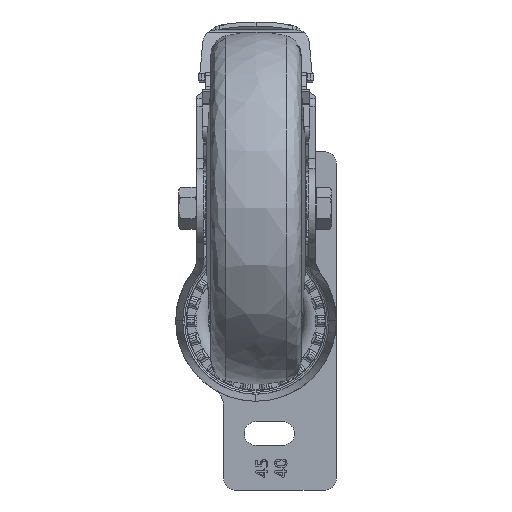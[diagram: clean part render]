
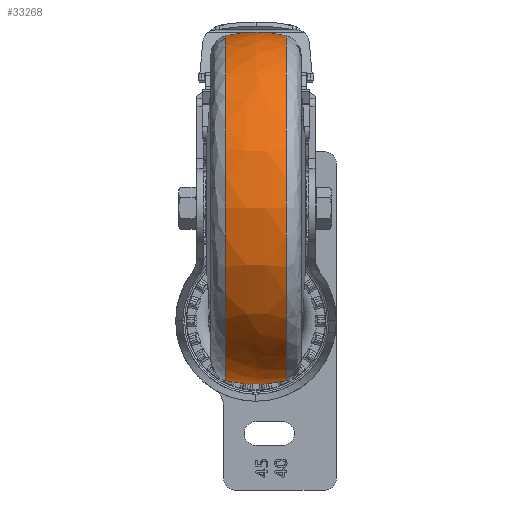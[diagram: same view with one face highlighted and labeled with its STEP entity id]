
A CAD part, front view. The second image highlights one B-rep face of the part: STEP entity #33268.
In plain terms, the highlighted free-form (B-spline) face has degree [3, 3] with [4, 4] control points.
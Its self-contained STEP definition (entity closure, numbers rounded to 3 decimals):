
#2347 = DIRECTION ( 'NONE',  ( 0., 0., 1. ) ) ;
#3934 = ORIENTED_EDGE ( 'NONE', *, *, #90884, .T. ) ;
#5896 = CARTESIAN_POINT ( 'NONE',  ( -10.658, -122.439, -61.22 ) ) ;
#6222 = CARTESIAN_POINT ( 'NONE',  ( 10.658, -122.439, 61.22 ) ) ;
#13491 = CARTESIAN_POINT ( 'NONE',  ( -10.658, 0., 61.22 ) ) ;
#14693 = AXIS2_PLACEMENT_3D ( 'NONE', #35496, #87792, #42999 ) ;
#18701 =( BOUNDED_SURFACE ( )  B_SPLINE_SURFACE ( 3, 3, ( 
 ( #20724, #5896, #58324, #13491 ),
 ( #65799, #21045, #73332, #28646 ),
 ( #80931, #36211, #88476, #43693 ),
 ( #95933, #51183, #6222, #58648 ) ),
 .UNSPECIFIED., .F., .F., .T. ) 
 B_SPLINE_SURFACE_WITH_KNOTS ( ( 4, 4 ),
 ( 4, 4 ),
 ( 0., 1. ),
 ( 0., 1. ),
 .UNSPECIFIED. ) 
 GEOMETRIC_REPRESENTATION_ITEM ( )  RATIONAL_B_SPLINE_SURFACE ( (
 ( 1., 0.333, 0.333, 1.),
 ( 0.981, 0.327, 0.327, 0.981),
 ( 0.981, 0.327, 0.327, 0.981),
 ( 1., 0.333, 0.333, 1.) ) ) 
 REPRESENTATION_ITEM ( '' )  SURFACE ( )  );
#20558 = ORIENTED_EDGE ( 'NONE', *, *, #33339, .T. ) ;
#20724 = CARTESIAN_POINT ( 'NONE',  ( -10.658, 0., -61.22 ) ) ;
#21038 = AXIS2_PLACEMENT_3D ( 'NONE', #92083, #47309, #2347 ) ;
#21045 = CARTESIAN_POINT ( 'NONE',  ( -3.621, -125.87, -62.935 ) ) ;
#25224 = ORIENTED_EDGE ( 'NONE', *, *, #32897, .T. ) ;
#26180 = VERTEX_POINT ( 'NONE', #41155 ) ;
#28646 = CARTESIAN_POINT ( 'NONE',  ( -3.621, 0., 62.935 ) ) ;
#28894 = DIRECTION ( 'NONE',  ( -1., 0., 0. ) ) ;
#32897 = EDGE_CURVE ( 'NONE', #26180, #91140, #59847, .T. ) ;
#33268 = ADVANCED_FACE ( 'NONE', ( #90295 ), #18701, .T. ) ;
#33339 = EDGE_CURVE ( 'NONE', #59338, #37479, #93689, .T. ) ;
#34838 = CARTESIAN_POINT ( 'NONE',  ( 0., 0., 17.5 ) ) ;
#35496 = CARTESIAN_POINT ( 'NONE',  ( 0., 0., -17.5 ) ) ;
#36211 = CARTESIAN_POINT ( 'NONE',  ( 3.621, -125.87, -62.935 ) ) ;
#37479 = VERTEX_POINT ( 'NONE', #52756 ) ;
#41155 = CARTESIAN_POINT ( 'NONE',  ( -10.658, 0., 61.22 ) ) ;
#42333 = DIRECTION ( 'NONE',  ( 0., 0., 1. ) ) ;
#42999 = DIRECTION ( 'NONE',  ( 0., 0., -1. ) ) ;
#43693 = CARTESIAN_POINT ( 'NONE',  ( 3.621, 0., 62.935 ) ) ;
#44328 = AXIS2_PLACEMENT_3D ( 'NONE', #73591, #28894, #81180 ) ;
#45516 = CIRCLE ( 'NONE', #14693, 45. ) ;
#47309 = DIRECTION ( 'NONE',  ( 1., 0., 0. ) ) ;
#51183 = CARTESIAN_POINT ( 'NONE',  ( 10.658, -122.439, -61.22 ) ) ;
#52756 = CARTESIAN_POINT ( 'NONE',  ( 10.658, 0., 61.22 ) ) ;
#54605 = EDGE_LOOP ( 'NONE', ( #25224, #3934, #20558, #63425 ) ) ;
#55615 = CARTESIAN_POINT ( 'NONE',  ( 10.658, 0., -61.22 ) ) ;
#58324 = CARTESIAN_POINT ( 'NONE',  ( -10.658, -122.439, 61.22 ) ) ;
#58648 = CARTESIAN_POINT ( 'NONE',  ( 10.658, 0., 61.22 ) ) ;
#59338 = VERTEX_POINT ( 'NONE', #55615 ) ;
#59847 = CIRCLE ( 'NONE', #21038, 61.22 ) ;
#63425 = ORIENTED_EDGE ( 'NONE', *, *, #77326, .F. ) ;
#65799 = CARTESIAN_POINT ( 'NONE',  ( -3.621, 0., -62.935 ) ) ;
#70919 = CARTESIAN_POINT ( 'NONE',  ( -10.658, 0., -61.22 ) ) ;
#73332 = CARTESIAN_POINT ( 'NONE',  ( -3.621, -125.87, 62.935 ) ) ;
#73591 = CARTESIAN_POINT ( 'NONE',  ( 10.658, 0., 0. ) ) ;
#77326 = EDGE_CURVE ( 'NONE', #26180, #37479, #81265, .T. ) ;
#77637 = AXIS2_PLACEMENT_3D ( 'NONE', #34838, #87110, #42333 ) ;
#80931 = CARTESIAN_POINT ( 'NONE',  ( 3.621, 0., -62.935 ) ) ;
#81180 = DIRECTION ( 'NONE',  ( 0., 0., 1. ) ) ;
#81265 = CIRCLE ( 'NONE', #77637, 45. ) ;
#87110 = DIRECTION ( 'NONE',  ( 0., 1., 0. ) ) ;
#87792 = DIRECTION ( 'NONE',  ( 0., -1., 0. ) ) ;
#88476 = CARTESIAN_POINT ( 'NONE',  ( 3.621, -125.87, 62.935 ) ) ;
#90295 = FACE_OUTER_BOUND ( 'NONE', #54605, .T. ) ;
#90884 = EDGE_CURVE ( 'NONE', #91140, #59338, #45516, .T. ) ;
#91140 = VERTEX_POINT ( 'NONE', #70919 ) ;
#92083 = CARTESIAN_POINT ( 'NONE',  ( -10.658, 0., 0. ) ) ;
#93689 = CIRCLE ( 'NONE', #44328, 61.22 ) ;
#95933 = CARTESIAN_POINT ( 'NONE',  ( 10.658, 0., -61.22 ) ) ;
